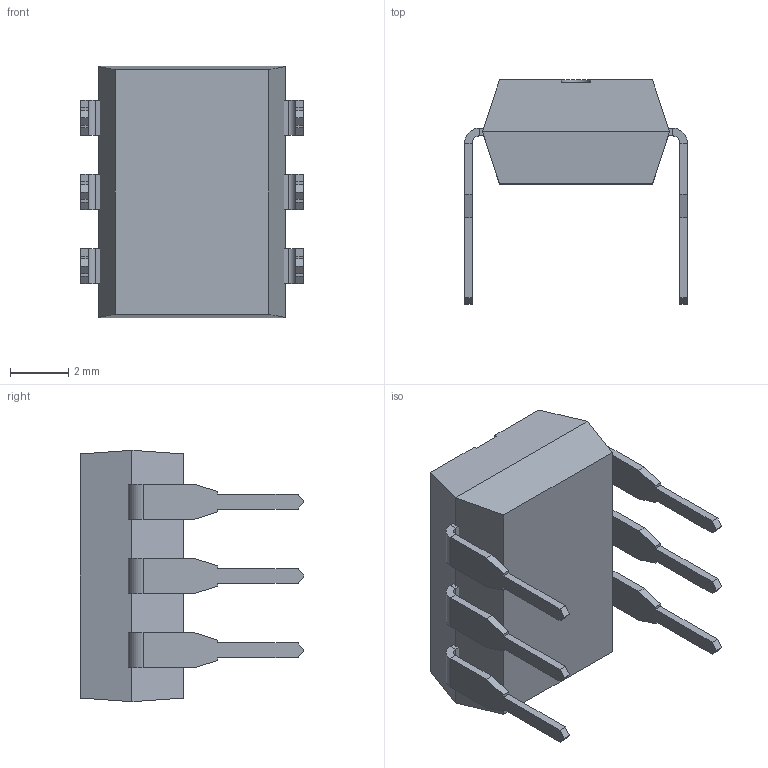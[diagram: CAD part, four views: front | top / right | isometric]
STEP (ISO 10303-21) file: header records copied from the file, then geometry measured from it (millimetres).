
FILE_DESCRIPTION (( 'STEP AP214' ), '1' );
FILE_NAME ('DIP6-TH.STEP', '2015-12-06T18:06:37', ( '' ), ( '' ), 'SwSTEP 2.0', 'SolidWorks 2015', '' );
FILE_SCHEMA (( 'AUTOMOTIVE_DESIGN' ));
Length unit declared in the file: millimetre
Products named in the file (2): DIP6-TH
Bounding box: 7.62 x 7.66 x 8.6 mm (x, y, z)
Volume: 201.8 mm3; surface area: 537.3 mm2
Topology: 4 solids, 4 shells, 132 faces, 324 edges, 200 vertices
Faces by surface type: plane 119, cylinder 13
Entity records: 4000 total; most frequent: CARTESIAN_POINT 664, ORIENTED_EDGE 648, DIRECTION 616, EDGE_CURVE 324, LINE 296, VECTOR 296, VERTEX_POINT 200, AXIS2_PLACEMENT_3D 160
